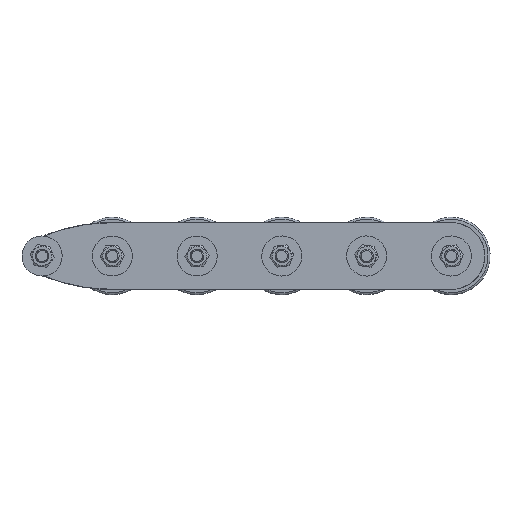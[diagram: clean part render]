
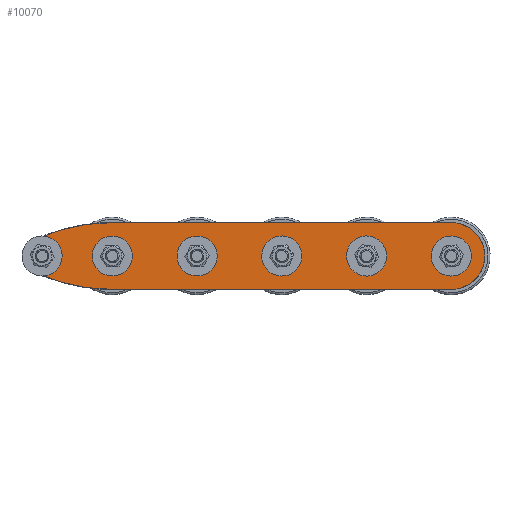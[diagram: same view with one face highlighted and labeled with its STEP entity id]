
A CAD part, front view. The second image highlights one B-rep face of the part: STEP entity #10070.
In plain terms, the highlighted planar face has unit normal (0, -1, 0).
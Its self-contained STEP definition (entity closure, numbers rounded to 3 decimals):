
#699=FACE_BOUND('',#2134,.T.);
#700=FACE_BOUND('',#2135,.T.);
#701=FACE_BOUND('',#2136,.T.);
#702=FACE_BOUND('',#2137,.T.);
#703=FACE_BOUND('',#2138,.T.);
#704=FACE_BOUND('',#2139,.T.);
#1064=PLANE('',#11045);
#1336=FACE_OUTER_BOUND('',#2133,.T.);
#2133=EDGE_LOOP('',(#7591,#7592,#7593,#7594,#7595,#7596));
#2134=EDGE_LOOP('',(#7597));
#2135=EDGE_LOOP('',(#7598));
#2136=EDGE_LOOP('',(#7599));
#2137=EDGE_LOOP('',(#7600));
#2138=EDGE_LOOP('',(#7601));
#2139=EDGE_LOOP('',(#7602));
#3198=LINE('',#16559,#3515);
#3212=LINE('',#16709,#3529);
#3515=VECTOR('',#12888,10.);
#3529=VECTOR('',#12920,10.);
#3910=CIRCLE('',#10955,6.);
#3911=CIRCLE('',#10958,164.75);
#3915=CIRCLE('',#10963,30.);
#3917=CIRCLE('',#10967,16.);
#3974=CIRCLE('',#11046,164.75);
#3975=CIRCLE('',#11047,6.);
#3976=CIRCLE('',#11048,6.);
#3977=CIRCLE('',#11049,6.);
#3978=CIRCLE('',#11050,6.);
#3979=CIRCLE('',#11051,6.);
#4841=VERTEX_POINT('',#16553);
#4842=VERTEX_POINT('',#16557);
#4843=VERTEX_POINT('',#16558);
#4862=VERTEX_POINT('',#16670);
#4868=VERTEX_POINT('',#16702);
#4870=VERTEX_POINT('',#16708);
#4889=VERTEX_POINT('',#16819);
#4924=VERTEX_POINT('',#16964);
#4925=VERTEX_POINT('',#16966);
#4926=VERTEX_POINT('',#16968);
#4927=VERTEX_POINT('',#16970);
#4928=VERTEX_POINT('',#16972);
#5872=EDGE_CURVE('',#4841,#4841,#3910,.T.);
#5873=EDGE_CURVE('',#4842,#4843,#3198,.T.);
#5893=EDGE_CURVE('',#4843,#4862,#3911,.T.);
#5900=EDGE_CURVE('',#4868,#4842,#3915,.T.);
#5903=EDGE_CURVE('',#4870,#4868,#3212,.T.);
#5923=EDGE_CURVE('',#4862,#4889,#3917,.T.);
#5991=EDGE_CURVE('',#4870,#4889,#3974,.T.);
#5992=EDGE_CURVE('',#4924,#4924,#3975,.T.);
#5993=EDGE_CURVE('',#4925,#4925,#3976,.T.);
#5994=EDGE_CURVE('',#4926,#4926,#3977,.T.);
#5995=EDGE_CURVE('',#4927,#4927,#3978,.T.);
#5996=EDGE_CURVE('',#4928,#4928,#3979,.T.);
#7591=ORIENTED_EDGE('',*,*,#5873,.T.);
#7592=ORIENTED_EDGE('',*,*,#5893,.T.);
#7593=ORIENTED_EDGE('',*,*,#5923,.T.);
#7594=ORIENTED_EDGE('',*,*,#5991,.F.);
#7595=ORIENTED_EDGE('',*,*,#5903,.T.);
#7596=ORIENTED_EDGE('',*,*,#5900,.T.);
#7597=ORIENTED_EDGE('',*,*,#5992,.F.);
#7598=ORIENTED_EDGE('',*,*,#5872,.F.);
#7599=ORIENTED_EDGE('',*,*,#5993,.F.);
#7600=ORIENTED_EDGE('',*,*,#5994,.F.);
#7601=ORIENTED_EDGE('',*,*,#5995,.F.);
#7602=ORIENTED_EDGE('',*,*,#5996,.F.);
#10070=ADVANCED_FACE('',(#1336,#699,#700,#701,#702,#703,#704),#1064,.F.);
#10955=AXIS2_PLACEMENT_3D('',#16555,#12884,#12885);
#10958=AXIS2_PLACEMENT_3D('',#16671,#12902,#12903);
#10963=AXIS2_PLACEMENT_3D('',#16703,#12913,#12914);
#10967=AXIS2_PLACEMENT_3D('',#16821,#12934,#12935);
#11045=AXIS2_PLACEMENT_3D('',#16962,#13099,#13100);
#11046=AXIS2_PLACEMENT_3D('',#16963,#13101,#13102);
#11047=AXIS2_PLACEMENT_3D('',#16965,#13103,#13104);
#11048=AXIS2_PLACEMENT_3D('',#16967,#13105,#13106);
#11049=AXIS2_PLACEMENT_3D('',#16969,#13107,#13108);
#11050=AXIS2_PLACEMENT_3D('',#16971,#13109,#13110);
#11051=AXIS2_PLACEMENT_3D('',#16973,#13111,#13112);
#12884=DIRECTION('center_axis',(0.,-1.,0.));
#12885=DIRECTION('ref_axis',(0.969,0.,-0.248));
#12888=DIRECTION('',(-1.,0.,0.));
#12902=DIRECTION('center_axis',(0.,-1.,0.));
#12903=DIRECTION('ref_axis',(-0.424,0.,0.906));
#12913=DIRECTION('center_axis',(0.,-1.,0.));
#12914=DIRECTION('ref_axis',(0.,0.,
1.));
#12920=DIRECTION('',(1.,0.,0.));
#12934=DIRECTION('center_axis',(0.,-1.,0.));
#12935=DIRECTION('ref_axis',(-0.424,0.,-0.906));
#13099=DIRECTION('center_axis',(0.,1.,0.));
#13100=DIRECTION('ref_axis',(1.,0.,0.));
#13101=DIRECTION('center_axis',(0.,1.,0.));
#13102=DIRECTION('ref_axis',(0.,0.,
-1.));
#13103=DIRECTION('center_axis',(0.,-1.,0.));
#13104=DIRECTION('ref_axis',(0.667,0.,0.745));
#13105=DIRECTION('center_axis',(0.,-1.,0.));
#13106=DIRECTION('ref_axis',(0.916,0.,-0.402));
#13107=DIRECTION('center_axis',(0.,-1.,0.));
#13108=DIRECTION('ref_axis',(0.622,0.,0.783));
#13109=DIRECTION('center_axis',(0.,-1.,0.));
#13110=DIRECTION('ref_axis',(-0.667,0.,-0.745));
#13111=DIRECTION('center_axis',(0.,-1.,0.));
#13112=DIRECTION('ref_axis',(0.625,0.,0.781));
#16553=CARTESIAN_POINT('',(-68.812,0.,1.488));
#16555=CARTESIAN_POINT('Origin',(-63.,0.,
0.));
#16557=CARTESIAN_POINT('',(304.,0.,30.));
#16558=CARTESIAN_POINT('',(0.,0.,30.));
#16559=CARTESIAN_POINT('',(7.892,0.,30.));
#16670=CARTESIAN_POINT('',(-69.776,0.,14.494));
#16671=CARTESIAN_POINT('Origin',(0.,0.,
-134.75));
#16702=CARTESIAN_POINT('',(304.,0.,-30.));
#16703=CARTESIAN_POINT('Origin',(304.,0.,0.));
#16708=CARTESIAN_POINT('',(0.,0.,-30.));
#16709=CARTESIAN_POINT('',(45.892,0.,-30.));
#16819=CARTESIAN_POINT('',(-69.776,0.,-14.494));
#16821=CARTESIAN_POINT('Origin',(-63.,0.,0.));
#16962=CARTESIAN_POINT('Origin',(15.783,0.,
0.));
#16963=CARTESIAN_POINT('Origin',(0.,0.,
134.75));
#16964=CARTESIAN_POINT('',(71.996,0.,-4.468));
#16965=CARTESIAN_POINT('Origin',(76.,0.,
0.));
#16966=CARTESIAN_POINT('',(222.505,0.,2.409));
#16967=CARTESIAN_POINT('Origin',(228.,0.,0.));
#16968=CARTESIAN_POINT('',(148.268,0.,-4.698));
#16969=CARTESIAN_POINT('Origin',(152.,0.,0.));
#16970=CARTESIAN_POINT('',(4.004,0.,4.468));
#16971=CARTESIAN_POINT('Origin',(0.,0.,0.));
#16972=CARTESIAN_POINT('',(300.251,0.,-4.685));
#16973=CARTESIAN_POINT('Origin',(304.,0.,0.));
